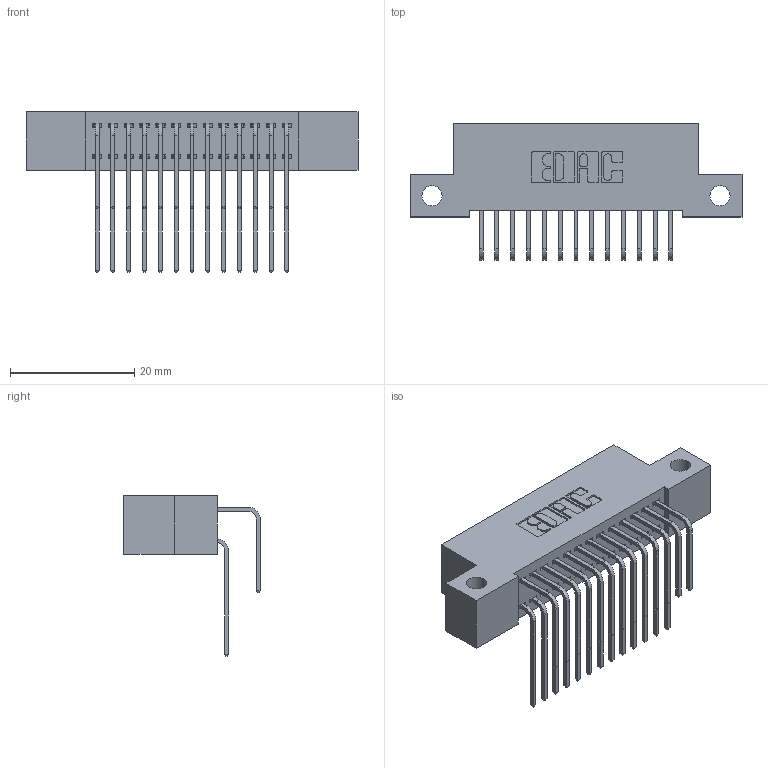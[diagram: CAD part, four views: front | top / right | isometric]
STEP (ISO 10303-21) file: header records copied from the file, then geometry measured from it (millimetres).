
FILE_DESCRIPTION (( 'STEP AP203' ), '1' );
FILE_NAME ('342-026-558-212.STEP', '2019-10-02T01:46:29', ( '' ), ( '' ), 'SwSTEP 2.0', 'SolidWorks 2016', '' );
FILE_SCHEMA (( 'CONFIG_CONTROL_DESIGN' ));
Length unit declared in the file: inch
Products named in the file (4): 342 Part_Side Mount; 345-292-001_558 559 Tail - 1; 345-292-001_558 Tail - 2; 342-026-558-212
Assembly tree (27 placements, depth 2):
  342-026-558-212
    342 Part_Side Mount
    345-292-001_558 559 Tail - 1  x13
    345-292-001_558 Tail - 2  x13
Bounding box: 53.34 x 21.91 x 25.78 mm (x, y, z)
Volume: 4731.4 mm3; surface area: 7505.7 mm2
Topology: 27 solids, 27 shells, 1514 faces, 4485 edges, 2954 vertices
Faces by surface type: plane 1054, cylinder 460
Entity records: 13769 total; most frequent: CARTESIAN_POINT 2365, ORIENTED_EDGE 2250, DIRECTION 2053, EDGE_CURVE 1125, LINE 957, VECTOR 957, VERTEX_POINT 746, AXIS2_PLACEMENT_3D 548
